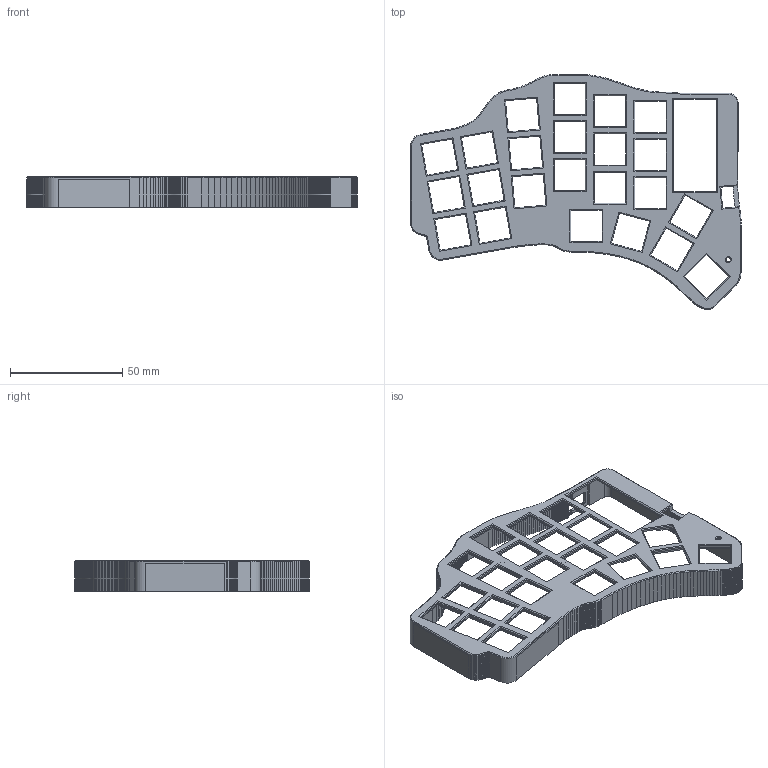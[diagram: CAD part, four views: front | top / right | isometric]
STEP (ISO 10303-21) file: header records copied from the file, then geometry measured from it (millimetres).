
FILE_DESCRIPTION(/* description */ (''),/* implementation_level */ '2;1');
FILE_NAME(/* name */ 'HillSideViewCase.step',/* time_stamp */ '2024-08-17T21:21:55-07:00',/* author */ (''),/* organization */ (''),/* preprocessor_version */ 'ST-DEVELOPER v20',/* originating_system */ 'Autodesk Translation Framework v12.14.0.127',/* authorisation */ '');
FILE_SCHEMA (('AUTOMOTIVE_DESIGN { 1 0 10303 214 3 1 1 }'));
Length unit declared in the file: millimetre
Products named in the file (1): HillSideViewCase
Bounding box: 147.29 x 104.67 x 13.73 mm (x, y, z)
Volume: 18949.7 mm3; surface area: 27070.3 mm2
Topology: 1 solids, 1 shells, 1551 faces, 4143 edges, 2616 vertices
Faces by surface type: plane 1513, cylinder 34, cone 4
Full cylindrical faces by diameter (mm): 1.9 x1, 1.93 x2
Entity records: 46949 total; most frequent: CARTESIAN_POINT 8324, ORIENTED_EDGE 8286, DIRECTION 7350, EDGE_CURVE 4143, LINE 4034, VECTOR 4034, VERTEX_POINT 2616, AXIS2_PLACEMENT_3D 1658
